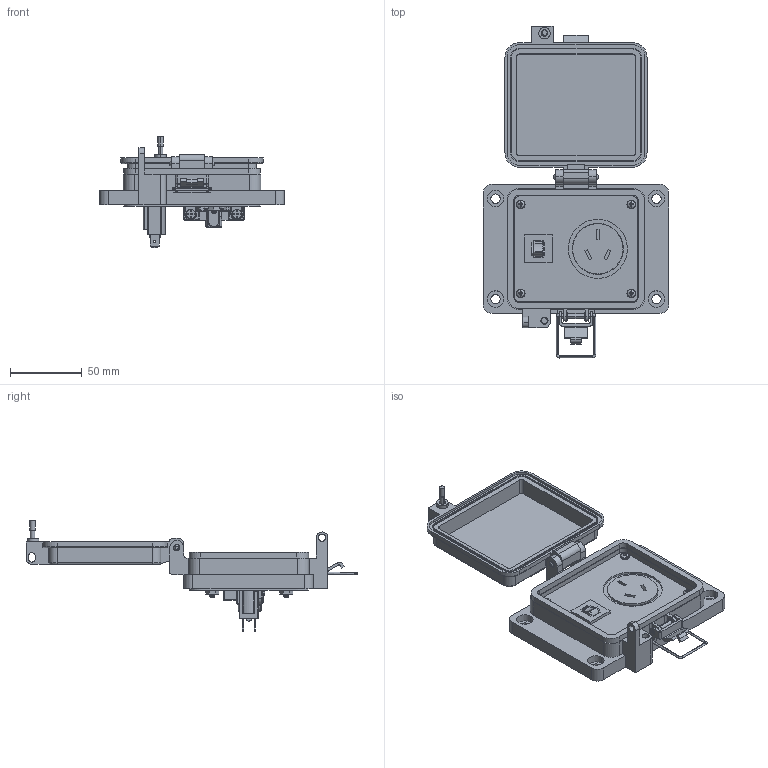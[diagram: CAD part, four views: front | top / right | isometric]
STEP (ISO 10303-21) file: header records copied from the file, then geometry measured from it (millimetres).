
FILE_DESCRIPTION (( 'STEP AP203' ), '1' );
FILE_NAME ('P-XX-K3RA2_3D.STEP', '2021-01-04T21:16:44', ( '' ), ( '' ), 'SwSTEP 2.0', 'SolidWorks 2019', '' );
FILE_SCHEMA (( 'CONFIG_CONTROL_DESIGN' ));
Length unit declared in the file: millimetre
Products named in the file (12): 92005A124_METRIC PAN HEAD PHILLIPS MACHINE SCREW_92005A124; CBX; -K3; 632FH_7_8-IN; RA; Z-CB-SM; P-XX-K3RA2_FP060_1; Z-H-K3_B; Z-200-OTLT-RA; P-XX-K3RA2_BP180_1; P-XX-K3RA2_3D; Z-002-632516HN_90675A007
Assembly tree (16 placements, depth 3):
  P-XX-K3RA2_3D
    P-XX-K3RA2_BP180_1
    RA
      Z-200-OTLT-RA
    632FH_7_8-IN  x2
    Z-002-632516HN_90675A007  x2
    P-XX-K3RA2_FP060_1
    CBX
      Z-CB-SM
    -K3
      Z-H-K3_B
    92005A124_METRIC PAN HEAD PHILLIPS MACHINE SCREW_92005A124  x4
Bounding box: 129 x 231.18 x 77.64 mm (x, y, z)
Volume: 197311.9 mm3; surface area: 113280.9 mm2
Topology: 22 solids, 22 shells, 2245 faces, 6251 edges, 4073 vertices
Faces by surface type: cylinder 1250, plane 647, cone 130, bspline 126, torus 64, sphere 28
Entity records: 56446 total; most frequent: CARTESIAN_POINT 19109, ORIENTED_EDGE 8032, DIRECTION 7037, EDGE_CURVE 4016, VERTEX_POINT 2612, AXIS2_PLACEMENT_3D 2461, LINE 2115, VECTOR 2115
